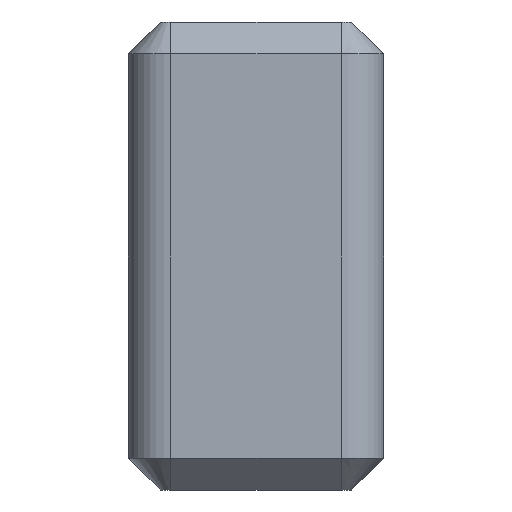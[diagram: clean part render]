
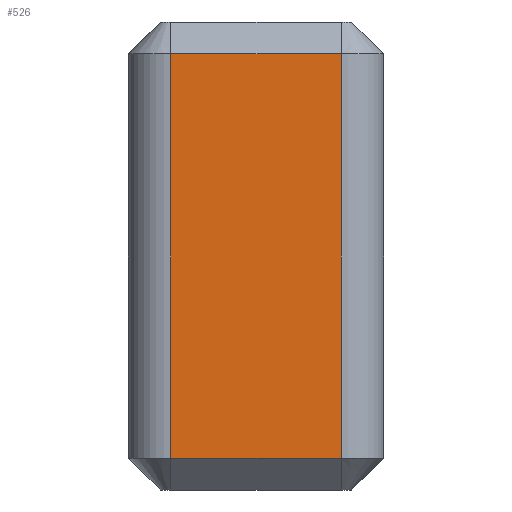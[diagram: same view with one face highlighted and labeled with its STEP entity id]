
A CAD part, left-side view. The second image highlights one B-rep face of the part: STEP entity #526.
In plain terms, the highlighted face is planar.
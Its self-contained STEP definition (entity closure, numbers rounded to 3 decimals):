
#72=FACE_OUTER_BOUND('',#106,.T.);
#106=EDGE_LOOP('',(#395,#396,#397,#398));
#134=LINE('',#805,#184);
#153=LINE('',#861,#203);
#154=LINE('',#865,#204);
#155=LINE('',#866,#205);
#184=VECTOR('',#632,10.);
#203=VECTOR('',#689,10.);
#204=VECTOR('',#694,10.);
#205=VECTOR('',#695,10.);
#231=VERTEX_POINT('',#798);
#234=VERTEX_POINT('',#803);
#252=VERTEX_POINT('',#860);
#253=VERTEX_POINT('',#864);
#278=EDGE_CURVE('',#234,#231,#134,.T.);
#306=EDGE_CURVE('',#231,#252,#153,.T.);
#308=EDGE_CURVE('',#253,#234,#154,.T.);
#309=EDGE_CURVE('',#252,#253,#155,.T.);
#395=ORIENTED_EDGE('',*,*,#278,.F.);
#396=ORIENTED_EDGE('',*,*,#308,.F.);
#397=ORIENTED_EDGE('',*,*,#309,.F.);
#398=ORIENTED_EDGE('',*,*,#306,.F.);
#502=PLANE('',#585);
#526=ADVANCED_FACE('',(#72),#502,.T.);
#585=AXIS2_PLACEMENT_3D('',#863,#692,#693);
#632=DIRECTION('',(0.,-1.,0.));
#689=DIRECTION('',(0.,0.,1.));
#692=DIRECTION('center_axis',(1.,0.,0.));
#693=DIRECTION('ref_axis',(0.,1.,0.));
#694=DIRECTION('',(0.,0.,-1.));
#695=DIRECTION('',(0.,1.,0.));
#798=CARTESIAN_POINT('',(347.613,16.,7.75));
#803=CARTESIAN_POINT('',(347.613,20.,7.75));
#805=CARTESIAN_POINT('',(347.613,16.5,7.75));
#860=CARTESIAN_POINT('',(347.613,16.,17.25));
#861=CARTESIAN_POINT('',(347.613,16.,11.));
#863=CARTESIAN_POINT('Origin',(347.613,15.,11.));
#864=CARTESIAN_POINT('',(347.613,20.,17.25));
#865=CARTESIAN_POINT('',(347.613,20.,11.));
#866=CARTESIAN_POINT('',(347.613,16.5,17.25));
